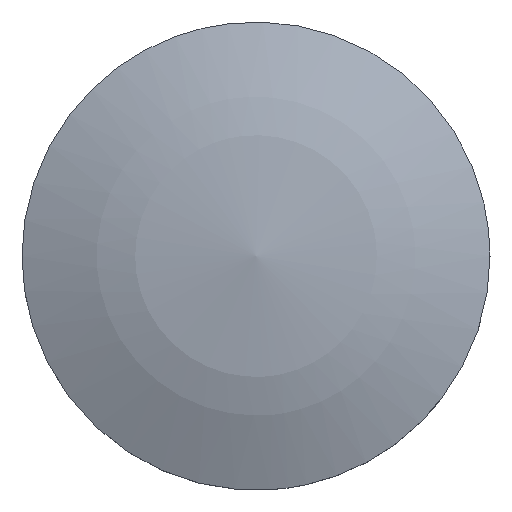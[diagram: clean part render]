
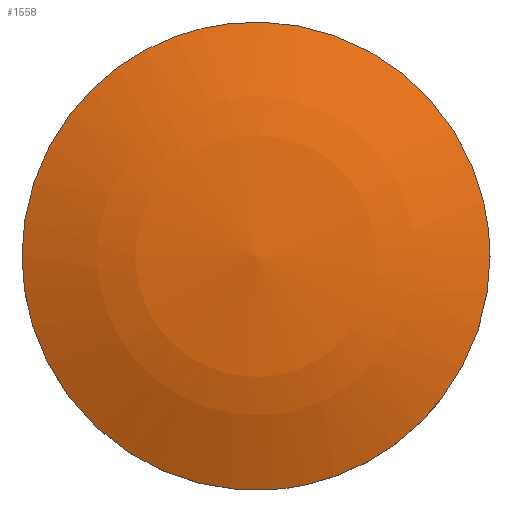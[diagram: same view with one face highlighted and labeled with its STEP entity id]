
A CAD part, top view. The second image highlights one B-rep face of the part: STEP entity #1558.
In plain terms, the highlighted free-form (B-spline) face has degree [2, 2] with [4, 4] control points.
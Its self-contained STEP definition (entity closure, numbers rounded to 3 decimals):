
#1299=CARTESIAN_POINT('',(-0.449,3.773,2.));
#1300=VERTEX_POINT('',#1299);
#1306=CARTESIAN_POINT('',(3.8,0.0,2.));
#1307=VERTEX_POINT('',#1306);
#1308=CARTESIAN_POINT('',(-0.449,3.773,2.));
#1309=CARTESIAN_POINT('',(-0.225,3.8,2.));
#1310=CARTESIAN_POINT('',(0.0,3.8,2.));
#1311=CARTESIAN_POINT('',(3.8,3.8,2.));
#1312=CARTESIAN_POINT('',(3.8,0.0,2.));
#1320=(BOUNDED_CURVE()B_SPLINE_CURVE(2,(#1308,#1309,#1310,#1311,#1312),.UNSPECIFIED.,.F.,.U.)B_SPLINE_CURVE_WITH_KNOTS((3,2,3),(0.23,0.25,0.5),.UNSPECIFIED.)CURVE()GEOMETRIC_REPRESENTATION_ITEM()RATIONAL_B_SPLINE_CURVE((0.956,0.976,1.0,0.707,1.0))REPRESENTATION_ITEM(''));
#1321=EDGE_CURVE('',#1300,#1307,#1320,.T.);
#1323=CARTESIAN_POINT('',(0.232,-3.793,2.));
#1324=VERTEX_POINT('',#1323);
#1325=CARTESIAN_POINT('',(3.8,0.0,2.));
#1326=CARTESIAN_POINT('',(3.8,-3.575,2.));
#1327=CARTESIAN_POINT('',(0.232,-3.793,2.));
#1335=(BOUNDED_CURVE()B_SPLINE_CURVE(2,(#1325,#1326,#1327),.UNSPECIFIED.,.F.,.U.)B_SPLINE_CURVE_WITH_KNOTS((3,3),(0.5,0.739),.UNSPECIFIED.)CURVE()GEOMETRIC_REPRESENTATION_ITEM()RATIONAL_B_SPLINE_CURVE((1.0,0.72,0.976))REPRESENTATION_ITEM(''));
#1336=EDGE_CURVE('',#1307,#1324,#1335,.T.);
#1410=CARTESIAN_POINT('',(-3.8,0.0,2.));
#1411=VERTEX_POINT('',#1410);
#1412=CARTESIAN_POINT('',(0.232,-3.793,2.));
#1413=CARTESIAN_POINT('',(0.116,-3.8,2.));
#1414=CARTESIAN_POINT('',(0.0,-3.8,2.));
#1415=CARTESIAN_POINT('',(-3.8,-3.8,2.));
#1416=CARTESIAN_POINT('',(-3.8,0.0,2.));
#1424=(BOUNDED_CURVE()B_SPLINE_CURVE(2,(#1412,#1413,#1414,#1415,#1416),.UNSPECIFIED.,.F.,.U.)B_SPLINE_CURVE_WITH_KNOTS((3,2,3),(0.739,0.75,1.0),.UNSPECIFIED.)CURVE()GEOMETRIC_REPRESENTATION_ITEM()RATIONAL_B_SPLINE_CURVE((0.976,0.988,1.0,0.707,1.0))REPRESENTATION_ITEM(''));
#1425=EDGE_CURVE('',#1324,#1411,#1424,.T.);
#1427=CARTESIAN_POINT('',(-3.8,0.0,2.));
#1428=CARTESIAN_POINT('',(-3.8,3.375,2.));
#1429=CARTESIAN_POINT('',(-0.449,3.773,2.));
#1437=(BOUNDED_CURVE()B_SPLINE_CURVE(2,(#1427,#1428,#1429),.UNSPECIFIED.,.F.,.U.)B_SPLINE_CURVE_WITH_KNOTS((3,3),(0.0,0.23),.UNSPECIFIED.)CURVE()GEOMETRIC_REPRESENTATION_ITEM()RATIONAL_B_SPLINE_CURVE((1.0,0.731,0.956))REPRESENTATION_ITEM(''));
#1438=EDGE_CURVE('',#1411,#1300,#1437,.T.);
#1528=CARTESIAN_POINT('',(-3.942,-3.942,0.974));
#1529=CARTESIAN_POINT('',(-2.071,-4.143,1.841));
#1530=CARTESIAN_POINT('',(2.071,-4.143,1.841));
#1531=CARTESIAN_POINT('',(3.942,-3.942,0.974));
#1532=CARTESIAN_POINT('',(-4.143,-2.071,1.841));
#1533=CARTESIAN_POINT('',(-2.182,-2.182,2.8));
#1534=CARTESIAN_POINT('',(2.182,-2.182,2.8));
#1535=CARTESIAN_POINT('',(4.143,-2.071,1.841));
#1536=CARTESIAN_POINT('',(-4.143,2.071,1.841));
#1537=CARTESIAN_POINT('',(-2.182,2.182,2.8));
#1538=CARTESIAN_POINT('',(2.182,2.182,2.8));
#1539=CARTESIAN_POINT('',(4.143,2.071,1.841));
#1540=CARTESIAN_POINT('',(-3.942,3.942,0.974));
#1541=CARTESIAN_POINT('',(-2.071,4.143,1.841));
#1542=CARTESIAN_POINT('',(2.071,4.143,1.841));
#1543=CARTESIAN_POINT('',(3.942,3.942,0.974));
#1551=(BOUNDED_SURFACE()B_SPLINE_SURFACE(2,2,((#1528,#1532,#1536,#1540),(#1529,#1533,#1537,#1541),(#1530,#1534,#1538,#1542),(#1531,#1535,#1539,#1543)),.UNSPECIFIED.,.F.,.F.,.U.)B_SPLINE_SURFACE_WITH_KNOTS((3,1,3),(3,1,3),(0.0,4.251,8.502),(0.0,4.251,8.502),.UNSPECIFIED.)GEOMETRIC_REPRESENTATION_ITEM()RATIONAL_B_SPLINE_SURFACE(((1.107,1.054,1.054,1.107),(1.054,1.0,1.0,1.054),(1.054,1.0,1.0,1.054),(1.107,1.054,1.054,1.107)))REPRESENTATION_ITEM('')SURFACE());
#1552=ORIENTED_EDGE('',*,*,#1425,.F.);
#1553=ORIENTED_EDGE('',*,*,#1336,.F.);
#1554=ORIENTED_EDGE('',*,*,#1321,.F.);
#1555=ORIENTED_EDGE('',*,*,#1438,.F.);
#1556=EDGE_LOOP('',(#1552,#1553,#1554,#1555));
#1557=FACE_OUTER_BOUND('',#1556,.T.);
#1558=ADVANCED_FACE('',(#1557),#1551,.T.);
